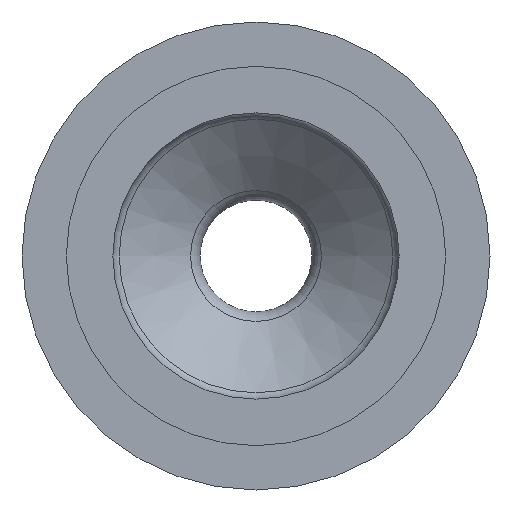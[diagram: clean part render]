
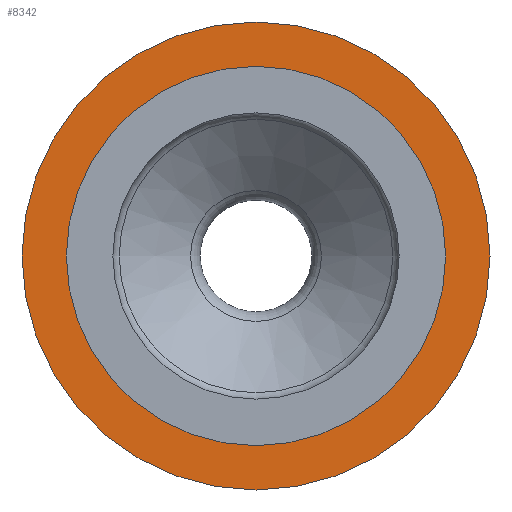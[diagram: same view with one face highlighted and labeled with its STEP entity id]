
A CAD part, left-side view. The second image highlights one B-rep face of the part: STEP entity #8342.
In plain terms, the highlighted planar face has unit normal (-1, 0, 0).
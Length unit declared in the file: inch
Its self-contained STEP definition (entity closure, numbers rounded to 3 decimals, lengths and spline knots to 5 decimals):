
#218=PLANE('',#9034);
#405=FACE_BOUND('',#2409,.T.);
#1933=FACE_OUTER_BOUND('',#2408,.T.);
#2408=EDGE_LOOP('',(#7856,#7857));
#2409=EDGE_LOOP('',(#7858,#7859));
#3109=CIRCLE('',#8978,1.635);
#3110=CIRCLE('',#8979,1.635);
#3140=CIRCLE('',#9022,1.325);
#3141=CIRCLE('',#9023,1.325);
#3976=VERTEX_POINT('',#18149);
#3977=VERTEX_POINT('',#18151);
#4003=VERTEX_POINT('',#18225);
#4004=VERTEX_POINT('',#18227);
#5248=EDGE_CURVE('',#3976,#3977,#3109,.T.);
#5249=EDGE_CURVE('',#3977,#3976,#3110,.T.);
#5284=EDGE_CURVE('',#4004,#4003,#3140,.T.);
#5285=EDGE_CURVE('',#4003,#4004,#3141,.T.);
#7856=ORIENTED_EDGE('',*,*,#5249,.F.);
#7857=ORIENTED_EDGE('',*,*,#5248,.F.);
#7858=ORIENTED_EDGE('',*,*,#5284,.T.);
#7859=ORIENTED_EDGE('',*,*,#5285,.T.);
#8342=ADVANCED_FACE('',(#1933,#405),#218,.T.);
#8978=AXIS2_PLACEMENT_3D('',#18152,#10716,#10717);
#8979=AXIS2_PLACEMENT_3D('',#18153,#10718,#10719);
#9022=AXIS2_PLACEMENT_3D('',#18228,#10809,#10810);
#9023=AXIS2_PLACEMENT_3D('',#18229,#10811,#10812);
#9034=AXIS2_PLACEMENT_3D('',#18248,#10835,#10836);
#10716=DIRECTION('center_axis',(1.,0.,0.));
#10717=DIRECTION('ref_axis',(0.,1.,0.));
#10718=DIRECTION('center_axis',(1.,0.,0.));
#10719=DIRECTION('ref_axis',(0.,1.,0.));
#10809=DIRECTION('center_axis',(1.,0.,0.));
#10810=DIRECTION('ref_axis',(0.,1.,0.));
#10811=DIRECTION('center_axis',(1.,0.,0.));
#10812=DIRECTION('ref_axis',(0.,1.,0.));
#10835=DIRECTION('center_axis',(-1.,0.,0.));
#10836=DIRECTION('ref_axis',(0.,0.,1.));
#18149=CARTESIAN_POINT('',(0.,-1.635,0.));
#18151=CARTESIAN_POINT('',(0.,1.635,0.));
#18152=CARTESIAN_POINT('Origin',(0.,0.,0.));
#18153=CARTESIAN_POINT('Origin',(0.,0.,0.));
#18225=CARTESIAN_POINT('',(0.,-1.325,0.));
#18227=CARTESIAN_POINT('',(0.,1.325,0.));
#18228=CARTESIAN_POINT('Origin',(0.,0.,0.));
#18229=CARTESIAN_POINT('Origin',(0.,0.,0.));
#18248=CARTESIAN_POINT('Origin',(0.,0.8175,0.));
